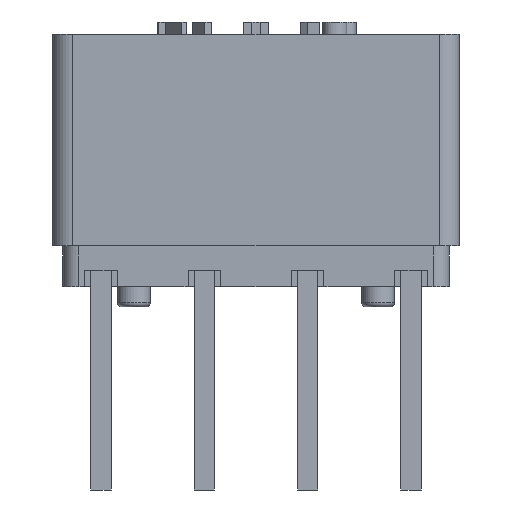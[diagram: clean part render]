
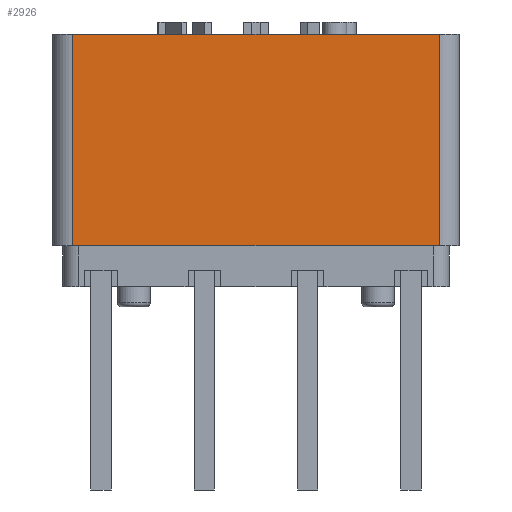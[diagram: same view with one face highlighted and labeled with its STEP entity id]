
A CAD part, left-side view. The second image highlights one B-rep face of the part: STEP entity #2926.
In plain terms, the highlighted planar face has unit normal (-1, 0, 0).
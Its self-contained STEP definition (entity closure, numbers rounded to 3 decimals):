
#89=LINE('',#5312,#443);
#196=LINE('',#5574,#550);
#197=LINE('',#5576,#551);
#198=LINE('',#5578,#552);
#443=VECTOR('',#4484,1000.);
#550=VECTOR('',#4661,1000.);
#551=VECTOR('',#4664,1000.);
#552=VECTOR('',#4665,1000.);
#977=ORIENTED_EDGE('',*,*,#1638,.F.);
#978=ORIENTED_EDGE('',*,*,#1773,.F.);
#979=ORIENTED_EDGE('',*,*,#1774,.T.);
#980=ORIENTED_EDGE('',*,*,#1775,.T.);
#1638=EDGE_CURVE('',#2049,#2050,#89,.T.);
#1773=EDGE_CURVE('',#2169,#2049,#196,.T.);
#1774=EDGE_CURVE('',#2169,#2170,#197,.T.);
#1775=EDGE_CURVE('',#2170,#2050,#198,.T.);
#2049=VERTEX_POINT('',#5311);
#2050=VERTEX_POINT('',#5313);
#2169=VERTEX_POINT('',#5573);
#2170=VERTEX_POINT('',#5577);
#2406=EDGE_LOOP('',(#977,#978,#979,#980));
#2604=FACE_BOUND('',#2406,.T.);
#2786=PLANE('',#4239);
#2926=ADVANCED_FACE('',(#2604),#2786,.T.);
#4239=AXIS2_PLACEMENT_3D('',#5575,#4662,#4663);
#4484=DIRECTION('',(0.,-1.,0.));
#4661=DIRECTION('',(0.,0.,1.));
#4662=DIRECTION('',(-1.,0.,0.));
#4663=DIRECTION('',(0.,0.,1.));
#4664=DIRECTION('',(0.,-1.,0.));
#4665=DIRECTION('',(0.,0.,1.));
#5311=CARTESIAN_POINT('',(-5.,4.5,0.));
#5312=CARTESIAN_POINT('',(-5.,4.5,0.));
#5313=CARTESIAN_POINT('',(-5.,-4.5,0.));
#5573=CARTESIAN_POINT('',(-5.,4.5,-5.2));
#5574=CARTESIAN_POINT('',(-5.,4.5,-5.2));
#5575=CARTESIAN_POINT('',(-5.,4.5,-5.2));
#5576=CARTESIAN_POINT('',(-5.,4.5,-5.2));
#5577=CARTESIAN_POINT('',(-5.,-4.5,-5.2));
#5578=CARTESIAN_POINT('',(-5.,-4.5,-5.2));
